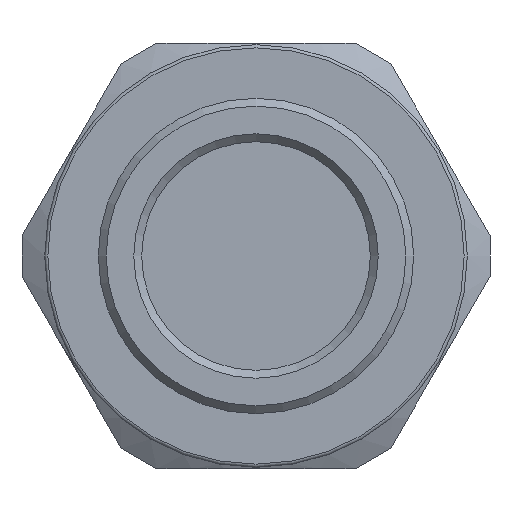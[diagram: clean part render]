
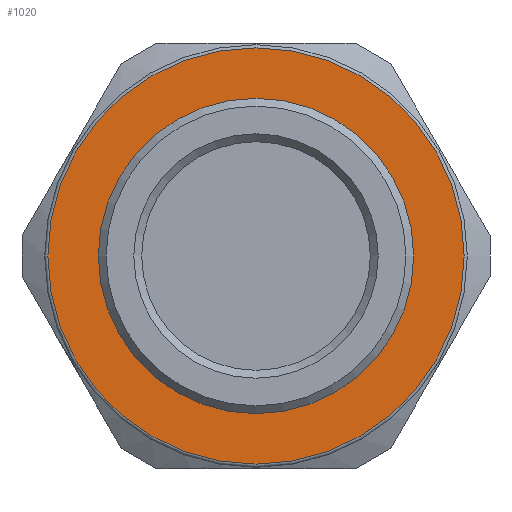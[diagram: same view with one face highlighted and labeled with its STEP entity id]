
A CAD part, front view. The second image highlights one B-rep face of the part: STEP entity #1020.
In plain terms, the highlighted planar face has unit normal (0, -1, 0).
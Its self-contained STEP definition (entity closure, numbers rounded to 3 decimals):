
#60=FACE_BOUND('',#404,.T.);
#338=FACE_OUTER_BOUND('',#403,.T.);
#403=EDGE_LOOP('',(#887));
#404=EDGE_LOOP('',(#888));
#439=CIRCLE('',#1127,9.);
#440=CIRCLE('',#1129,13.2);
#526=VERTEX_POINT('',#1777);
#527=VERTEX_POINT('',#1781);
#655=EDGE_CURVE('',#526,#526,#439,.T.);
#657=EDGE_CURVE('',#527,#527,#440,.T.);
#887=ORIENTED_EDGE('',*,*,#657,.F.);
#888=ORIENTED_EDGE('',*,*,#655,.T.);
#965=PLANE('',#1128);
#1020=ADVANCED_FACE('',(#338,#60),#965,.T.);
#1127=AXIS2_PLACEMENT_3D('',#1778,#1359,#1360);
#1128=AXIS2_PLACEMENT_3D('',#1780,#1362,#1363);
#1129=AXIS2_PLACEMENT_3D('',#1782,#1364,#1365);
#1359=DIRECTION('center_axis',(0.,1.,0.));
#1360=DIRECTION('ref_axis',(1.,0.,0.));
#1362=DIRECTION('center_axis',(0.,-1.,0.));
#1363=DIRECTION('ref_axis',(0.,0.,-1.));
#1364=DIRECTION('center_axis',(0.,1.,0.));
#1365=DIRECTION('ref_axis',(1.,0.,0.));
#1777=CARTESIAN_POINT('',(18.486,16.675,0.));
#1778=CARTESIAN_POINT('Origin',(9.486,16.675,0.));
#1780=CARTESIAN_POINT('Origin',(-3.714,16.675,0.));
#1781=CARTESIAN_POINT('',(9.486,16.675,-13.2));
#1782=CARTESIAN_POINT('Origin',(9.486,16.675,0.));
